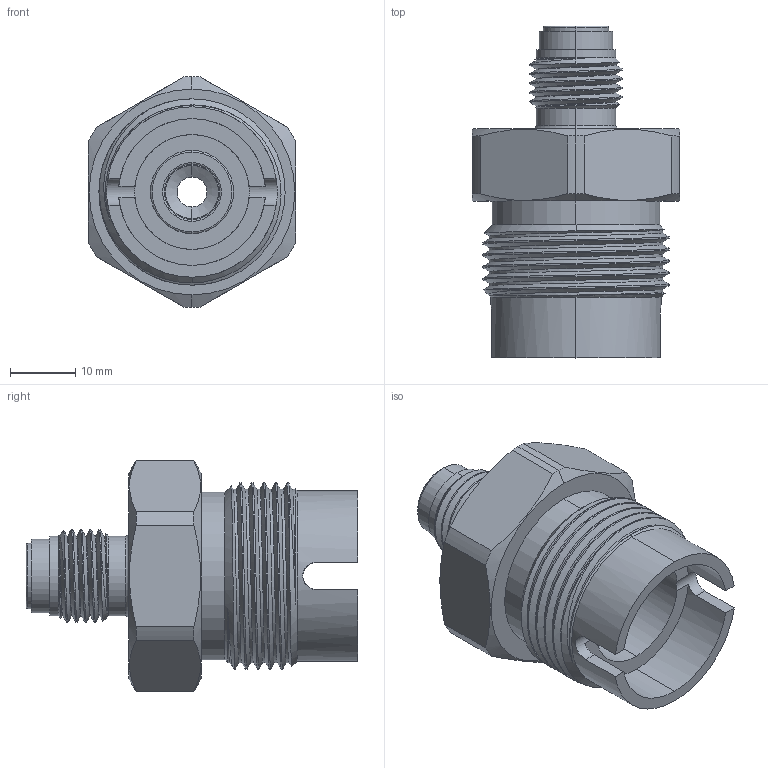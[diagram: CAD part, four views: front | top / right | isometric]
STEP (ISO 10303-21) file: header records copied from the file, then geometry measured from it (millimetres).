
FILE_DESCRIPTION (( 'STEP AP203' ), '1' );
FILE_NAME ('AD-71SS-4MFS.step', '2025-12-01T13:20:00', ( '' ), ( '' ), 'SwSTEP 2.0', 'SolidWorks 2018', '' );
FILE_SCHEMA (( 'CONFIG_CONTROL_DESIGN' ));
Length unit declared in the file: inch
Products named in the file (1): AD-71SS-4MFS
Bounding box: 31.75 x 50.8 x 35.31 mm (x, y, z)
Volume: 18704.9 mm3; surface area: 7756.6 mm2
Topology: 1 solids, 1 shells, 215 faces, 555 edges, 361 vertices
Faces by surface type: plane 86, cylinder 54, bspline 47, cone 18, torus 10
Entity records: 12941 total; most frequent: CARTESIAN_POINT 8042, ORIENTED_EDGE 1110, DIRECTION 826, EDGE_CURVE 555, VERTEX_POINT 361, VECTOR 286, LINE 286, AXIS2_PLACEMENT_3D 270
